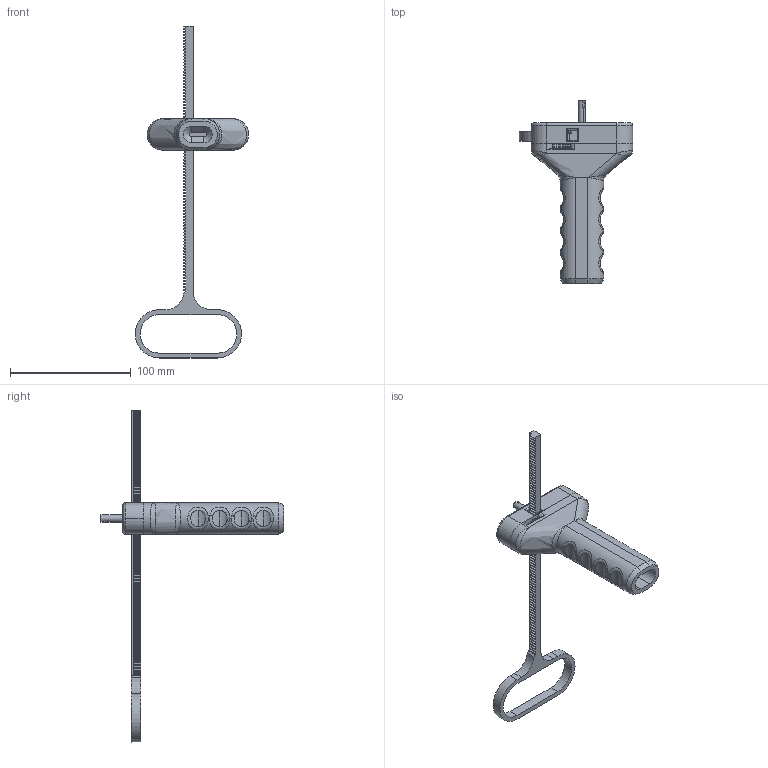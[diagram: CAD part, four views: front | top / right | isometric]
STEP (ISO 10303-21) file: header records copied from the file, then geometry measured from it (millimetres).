
FILE_DESCRIPTION (( 'STEP AP214' ), '1' );
FILE_NAME ('Full assembly.STEP', '2025-11-01T18:52:34', ( '' ), ( '' ), 'SwSTEP 2.0', 'SolidWorks 2024', '' );
FILE_SCHEMA (( 'AUTOMOTIVE_DESIGN' ));
Length unit declared in the file: millimetre
Products named in the file (6): Full assembly; Pull cord; Handle; Top handle part; Large gear with shaft; Small gear with shaft
Assembly tree (5 placements, depth 2):
  Full assembly
    Handle
    Large gear with shaft
    Top handle part
    Pull cord
    Small gear with shaft
Bounding box: 93.85 x 152 x 275 mm (x, y, z)
Volume: 136211.9 mm3; surface area: 49525.5 mm2
Topology: 5 solids, 5 shells, 822 faces, 2281 edges, 1489 vertices
Faces by surface type: plane 470, cylinder 282, cone 38, bspline 27, torus 5
Entity records: 32138 total; most frequent: CARTESIAN_POINT 10672, ORIENTED_EDGE 4530, DIRECTION 4413, EDGE_CURVE 2265, LINE 1547, VECTOR 1547, VERTEX_POINT 1489, AXIS2_PLACEMENT_3D 1433
